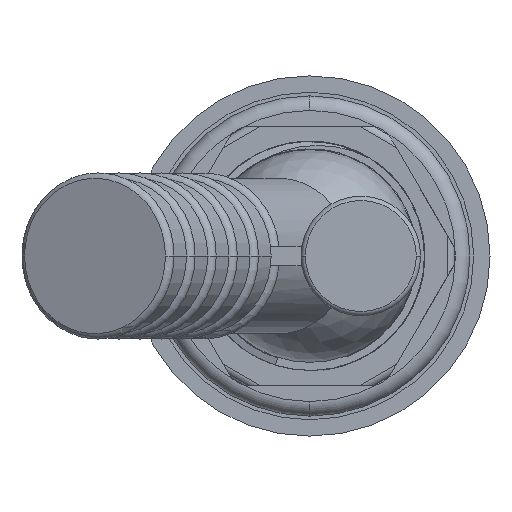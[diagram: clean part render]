
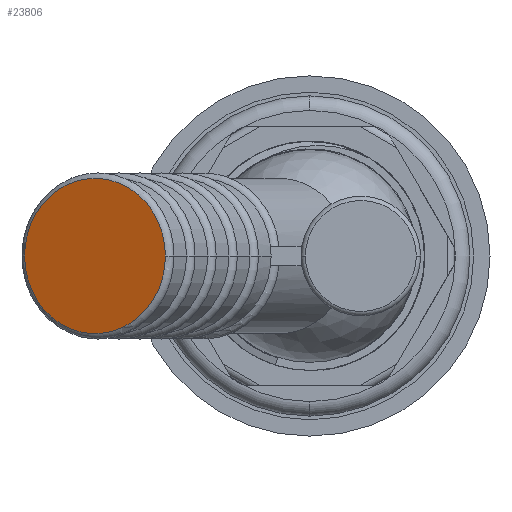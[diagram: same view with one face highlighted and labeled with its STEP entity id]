
A CAD part, front view. The second image highlights one B-rep face of the part: STEP entity #23806.
In plain terms, the highlighted planar face has unit normal (-0.423, -0.906, 0).
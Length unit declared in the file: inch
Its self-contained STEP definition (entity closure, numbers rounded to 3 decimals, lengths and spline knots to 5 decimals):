
#10923=CARTESIAN_POINT('',(-1.56821,-5.53367,0.));
#10924=CARTESIAN_POINT('',(-1.56818,-5.53369,
-0.01634));
#10925=CARTESIAN_POINT('',(-1.56641,-5.53451,
-0.04892));
#10926=CARTESIAN_POINT('',(-1.55872,-5.5381,
-0.09787));
#10927=CARTESIAN_POINT('',(-1.54583,-5.54411,
-0.14566));
#10928=CARTESIAN_POINT('',(-1.52798,-5.55243,
-0.19153));
#10929=CARTESIAN_POINT('',(-1.50547,-5.56293,
-0.23466));
#10930=CARTESIAN_POINT('',(-1.47858,-5.57547,
-0.27462));
#10931=CARTESIAN_POINT('',(-1.44762,-5.5899,
-0.31091));
#10932=CARTESIAN_POINT('',(-1.41304,-5.60603,
-0.34299));
#10933=CARTESIAN_POINT('',(-1.37534,-5.62361,
-0.37039));
#10934=CARTESIAN_POINT('',(-1.33501,-5.64242,
-0.39278));
#10935=CARTESIAN_POINT('',(-1.29258,-5.6622,
-0.40984));
#10936=CARTESIAN_POINT('',(-1.24864,-5.68269,
-0.42135));
#10937=CARTESIAN_POINT('',(-1.20379,-5.7036,
-0.42714));
#10938=CARTESIAN_POINT('',(-1.15864,-5.72466,
-0.42714));
#10939=CARTESIAN_POINT('',(-1.11379,-5.74557,
-0.42135));
#10940=CARTESIAN_POINT('',(-1.06986,-5.76606,
-0.40984));
#10941=CARTESIAN_POINT('',(-1.02743,-5.78584,
-0.39278));
#10942=CARTESIAN_POINT('',(-0.9871,-5.80465,
-0.37039));
#10943=CARTESIAN_POINT('',(-0.94939,-5.82223,
-0.34299));
#10944=CARTESIAN_POINT('',(-0.91482,-5.83836,
-0.31091));
#10945=CARTESIAN_POINT('',(-0.88386,-5.85279,
-0.27462));
#10946=CARTESIAN_POINT('',(-0.85697,-5.86533,
-0.23466));
#10947=CARTESIAN_POINT('',(-0.83446,-5.87583,
-0.19153));
#10948=CARTESIAN_POINT('',(-0.8166,-5.88415,
-0.14566));
#10949=CARTESIAN_POINT('',(-0.80371,-5.89016,
-0.09787));
#10950=CARTESIAN_POINT('',(-0.79603,-5.89375,
-0.04892));
#10951=CARTESIAN_POINT('',(-0.79426,-5.89457,
-0.01634));
#10952=CARTESIAN_POINT('',(-0.79422,-5.89459,0.));
#10957=CARTESIAN_POINT('',(-0.79422,-5.89459,0.));
#10958=CARTESIAN_POINT('',(-0.79426,-5.89457,
0.01634));
#10959=CARTESIAN_POINT('',(-0.79603,-5.89375,
0.04892));
#10960=CARTESIAN_POINT('',(-0.80371,-5.89016,
0.09787));
#10961=CARTESIAN_POINT('',(-0.8166,-5.88415,
0.14566));
#10962=CARTESIAN_POINT('',(-0.83446,-5.87583,
0.19153));
#10963=CARTESIAN_POINT('',(-0.85697,-5.86533,
0.23466));
#10964=CARTESIAN_POINT('',(-0.88386,-5.85279,
0.27462));
#10965=CARTESIAN_POINT('',(-0.91482,-5.83836,
0.31091));
#10966=CARTESIAN_POINT('',(-0.94939,-5.82223,
0.34299));
#10967=CARTESIAN_POINT('',(-0.9871,-5.80465,
0.37039));
#10968=CARTESIAN_POINT('',(-1.02743,-5.78584,
0.39278));
#10969=CARTESIAN_POINT('',(-1.06986,-5.76606,
0.40984));
#10970=CARTESIAN_POINT('',(-1.11379,-5.74557,
0.42135));
#10971=CARTESIAN_POINT('',(-1.15864,-5.72466,
0.42714));
#10972=CARTESIAN_POINT('',(-1.20379,-5.7036,
0.42714));
#10973=CARTESIAN_POINT('',(-1.24864,-5.68269,
0.42135));
#10974=CARTESIAN_POINT('',(-1.29258,-5.6622,
0.40984));
#10975=CARTESIAN_POINT('',(-1.33501,-5.64242,
0.39278));
#10976=CARTESIAN_POINT('',(-1.37534,-5.62361,
0.37039));
#10977=CARTESIAN_POINT('',(-1.41304,-5.60603,
0.34299));
#10978=CARTESIAN_POINT('',(-1.44762,-5.5899,
0.31091));
#10979=CARTESIAN_POINT('',(-1.47858,-5.57547,
0.27462));
#10980=CARTESIAN_POINT('',(-1.50547,-5.56293,
0.23466));
#10981=CARTESIAN_POINT('',(-1.52798,-5.55243,
0.19153));
#10982=CARTESIAN_POINT('',(-1.54583,-5.54411,
0.14566));
#10983=CARTESIAN_POINT('',(-1.55872,-5.5381,
0.09787));
#10984=CARTESIAN_POINT('',(-1.56641,-5.53451,
0.04892));
#10985=CARTESIAN_POINT('',(-1.56818,-5.53369,
0.01634));
#10986=CARTESIAN_POINT('',(-1.56821,-5.53367,0.));
#13502=CARTESIAN_POINT('',(-1.56796,-5.53337,0.));
#13503=VERTEX_POINT('',#13502);
#13504=CARTESIAN_POINT('',(-0.79416,-5.89421,0.));
#13505=VERTEX_POINT('',#13504);
#23797=CARTESIAN_POINT('',(-1.18122,-5.71413,0.));
#23798=DIRECTION('',(-0.423,-0.906,0.));
#23799=DIRECTION('',(0.906,-0.423,0.));
#23800=AXIS2_PLACEMENT_3D('',#23797,#23798,#23799);
#23801=PLANE('',#23800);
#23802=ORIENTED_EDGE('',*,*,#23660,.F.);
#23803=ORIENTED_EDGE('',*,*,#23645,.F.);
#23804=EDGE_LOOP('',(#23802,#23803));
#23805=FACE_OUTER_BOUND('',#23804,.F.);
#10953=B_SPLINE_CURVE_WITH_KNOTS('',3,(#10923,#10924,#10925,#10926,#10927,
#10928,#10929,#10930,#10931,#10932,#10933,#10934,#10935,#10936,#10937,#10938,
#10939,#10940,#10941,#10942,#10943,#10944,#10945,#10946,#10947,#10948,#10949,
#10950,#10951,#10952),.UNSPECIFIED.,.F.,.F.,(4,1,1,1,1,1,1,1,1,1,1,1,1,1,1,1,1,
1,1,1,1,1,1,1,1,1,1,4),(0.,0.03704,0.07407,
0.11111,0.14815,0.18519,0.22222,
0.25926,0.2963,0.33333,0.37037,
0.40741,0.44444,0.48148,0.51852,
0.55556,0.59259,0.62963,0.66667,
0.7037,0.74074,0.77778,0.81481,
0.85185,0.88889,0.92593,0.96296,1.),
.UNSPECIFIED.);
#10987=B_SPLINE_CURVE_WITH_KNOTS('',3,(#10957,#10958,#10959,#10960,#10961,
#10962,#10963,#10964,#10965,#10966,#10967,#10968,#10969,#10970,#10971,#10972,
#10973,#10974,#10975,#10976,#10977,#10978,#10979,#10980,#10981,#10982,#10983,
#10984,#10985,#10986),.UNSPECIFIED.,.F.,.F.,(4,1,1,1,1,1,1,1,1,1,1,1,1,1,1,1,1,
1,1,1,1,1,1,1,1,1,1,4),(0.,0.03704,0.07407,
0.11111,0.14815,0.18519,0.22222,
0.25926,0.2963,0.33333,0.37037,
0.40741,0.44444,0.48148,0.51852,
0.55556,0.59259,0.62963,0.66667,
0.7037,0.74074,0.77778,0.81481,
0.85185,0.88889,0.92593,0.96296,1.),
.UNSPECIFIED.);
#23645=EDGE_CURVE('',#13505,#13503,#10987,.T.);
#23660=EDGE_CURVE('',#13503,#13505,#10953,.T.);
#23806=ADVANCED_FACE('',(#23805),#23801,.T.);
